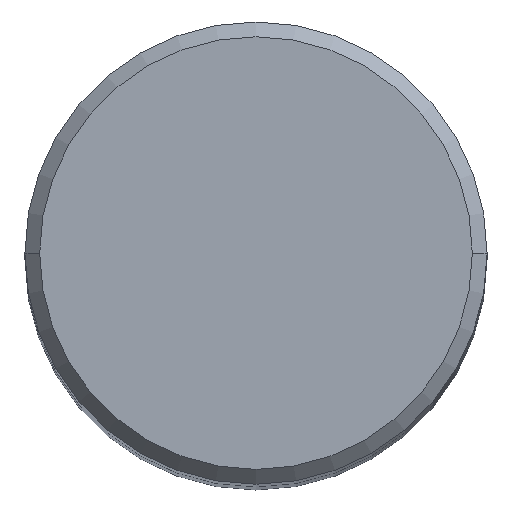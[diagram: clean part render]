
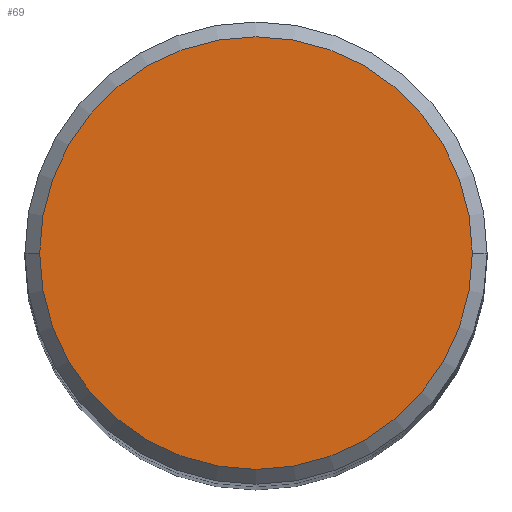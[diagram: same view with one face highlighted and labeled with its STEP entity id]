
A CAD part, top view. The second image highlights one B-rep face of the part: STEP entity #69.
In plain terms, the highlighted planar face has unit normal (0, 0, 1).
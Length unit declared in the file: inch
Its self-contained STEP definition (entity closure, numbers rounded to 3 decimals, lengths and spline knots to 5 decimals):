
#23 = DIRECTION ( 'NONE',  ( -1., 0., 0. ) ) ;
#30 = CARTESIAN_POINT ( 'NONE',  ( -0.2925, 0., 0. ) ) ;
#41 = VERTEX_POINT ( 'NONE', #30 ) ;
#46 = EDGE_CURVE ( 'NONE', #401, #41, #144, .T. ) ;
#61 = ORIENTED_EDGE ( 'NONE', *, *, #262, .T. ) ;
#69 = ADVANCED_FACE ( 'NONE', ( #81 ), #416, .F. ) ;
#81 = FACE_OUTER_BOUND ( 'NONE', #254, .T. ) ;
#93 = DIRECTION ( 'NONE',  ( 0., 0., 1. ) ) ;
#95 = DIRECTION ( 'NONE',  ( 1., 0., 0. ) ) ;
#105 = CIRCLE ( 'NONE', #127, 0.2925 ) ;
#124 = CARTESIAN_POINT ( 'NONE',  ( 0., 0.2925, 0. ) ) ;
#127 = AXIS2_PLACEMENT_3D ( 'NONE', #238, #266, #95 ) ;
#144 = CIRCLE ( 'NONE', #272, 0.2925 ) ;
#234 = DIRECTION ( 'NONE',  ( 0., 0., -1. ) ) ;
#238 = CARTESIAN_POINT ( 'NONE',  ( 0., 0., 0. ) ) ;
#254 = EDGE_LOOP ( 'NONE', ( #61, #282 ) ) ;
#255 = AXIS2_PLACEMENT_3D ( 'NONE', #124, #234, #23 ) ;
#262 = EDGE_CURVE ( 'NONE', #41, #401, #105, .T. ) ;
#266 = DIRECTION ( 'NONE',  ( 0., 0., 1. ) ) ;
#272 = AXIS2_PLACEMENT_3D ( 'NONE', #310, #93, #292 ) ;
#282 = ORIENTED_EDGE ( 'NONE', *, *, #46, .T. ) ;
#292 = DIRECTION ( 'NONE',  ( 1., 0., 0. ) ) ;
#310 = CARTESIAN_POINT ( 'NONE',  ( 0., 0., 0. ) ) ;
#355 = CARTESIAN_POINT ( 'NONE',  ( 0.2925, 0., 0. ) ) ;
#401 = VERTEX_POINT ( 'NONE', #355 ) ;
#416 = PLANE ( 'NONE',  #255 ) ;
